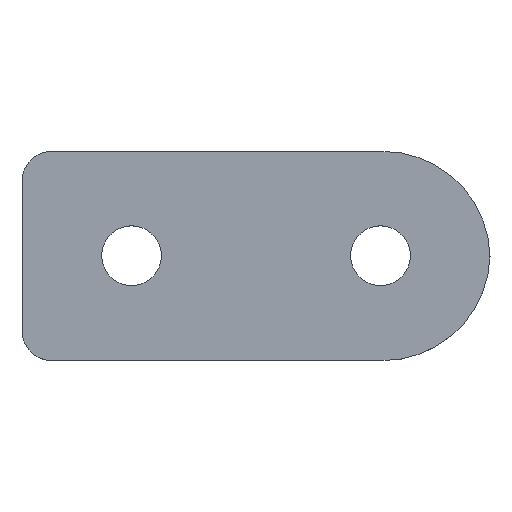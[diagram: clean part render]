
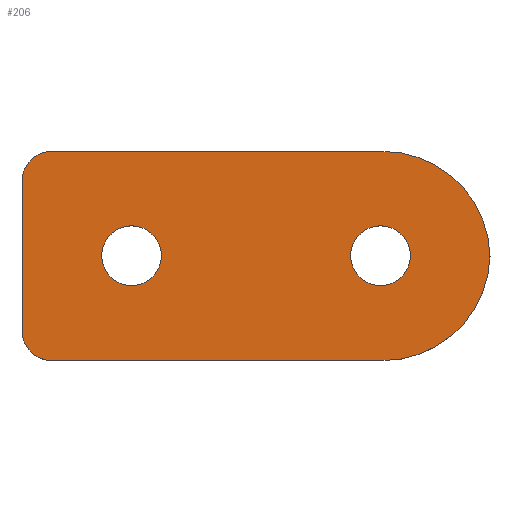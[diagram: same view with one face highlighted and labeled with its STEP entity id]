
A CAD part, top view. The second image highlights one B-rep face of the part: STEP entity #206.
In plain terms, the highlighted planar face has unit normal (0, -0.001, 1).
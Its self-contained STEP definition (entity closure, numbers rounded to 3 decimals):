
#15=FACE_BOUND('',#45,.T.);
#16=FACE_BOUND('',#46,.T.);
#22=PLANE('',#243);
#33=FACE_OUTER_BOUND('',#44,.T.);
#44=EDGE_LOOP('',(#173,#174,#175,#176,#177,#178,#179));
#45=EDGE_LOOP('',(#180));
#46=EDGE_LOOP('',(#181));
#54=LINE('',#328,#69);
#58=LINE('',#340,#73);
#62=LINE('',#352,#77);
#69=VECTOR('',#265,10.);
#73=VECTOR('',#277,10.);
#77=VECTOR('',#289,10.);
#80=CIRCLE('',#223,3.);
#82=CIRCLE('',#226,3.);
#85=CIRCLE('',#231,3.);
#87=CIRCLE('',#235,3.);
#89=CIRCLE('',#239,10.75);
#91=CIRCLE('',#242,10.75);
#92=VERTEX_POINT('',#310);
#94=VERTEX_POINT('',#316);
#98=VERTEX_POINT('',#325);
#99=VERTEX_POINT('',#327);
#101=VERTEX_POINT('',#333);
#103=VERTEX_POINT('',#339);
#105=VERTEX_POINT('',#345);
#107=VERTEX_POINT('',#351);
#109=VERTEX_POINT('',#357);
#110=EDGE_CURVE('',#92,#92,#80,.T.);
#113=EDGE_CURVE('',#94,#94,#82,.T.);
#118=EDGE_CURVE('',#99,#98,#54,.T.);
#121=EDGE_CURVE('',#101,#99,#85,.T.);
#124=EDGE_CURVE('',#103,#101,#58,.T.);
#127=EDGE_CURVE('',#105,#103,#87,.T.);
#130=EDGE_CURVE('',#107,#105,#62,.T.);
#133=EDGE_CURVE('',#109,#107,#89,.T.);
#136=EDGE_CURVE('',#98,#109,#91,.T.);
#173=ORIENTED_EDGE('',*,*,#136,.T.);
#174=ORIENTED_EDGE('',*,*,#133,.T.);
#175=ORIENTED_EDGE('',*,*,#130,.T.);
#176=ORIENTED_EDGE('',*,*,#127,.T.);
#177=ORIENTED_EDGE('',*,*,#124,.T.);
#178=ORIENTED_EDGE('',*,*,#121,.T.);
#179=ORIENTED_EDGE('',*,*,#118,.T.);
#180=ORIENTED_EDGE('',*,*,#113,.T.);
#181=ORIENTED_EDGE('',*,*,#110,.T.);
#206=ADVANCED_FACE('',(#33,#15,#16),#22,.T.);
#223=AXIS2_PLACEMENT_3D('',#311,#249,#250);
#226=AXIS2_PLACEMENT_3D('',#317,#256,#257);
#231=AXIS2_PLACEMENT_3D('',#334,#271,#272);
#235=AXIS2_PLACEMENT_3D('',#346,#283,#284);
#239=AXIS2_PLACEMENT_3D('',#358,#295,#296);
#242=AXIS2_PLACEMENT_3D('',#362,#302,#303);
#243=AXIS2_PLACEMENT_3D('',#363,#304,#305);
#249=DIRECTION('center_axis',(0.,0.,-1.));
#250=DIRECTION('ref_axis',(1.,0.,0.));
#256=DIRECTION('center_axis',(0.,0.,-1.));
#257=DIRECTION('ref_axis',(1.,0.,0.));
#265=DIRECTION('',(1.,0.,0.));
#271=DIRECTION('center_axis',(0.,0.,
1.));
#272=DIRECTION('ref_axis',(-1.,0.,0.));
#277=DIRECTION('',(0.,-1.,0.));
#283=DIRECTION('center_axis',(0.,0.,1.));
#284=DIRECTION('ref_axis',(0.,1.,0.));
#289=DIRECTION('',(-1.,0.,0.));
#295=DIRECTION('center_axis',(0.,0.,
1.));
#296=DIRECTION('ref_axis',(1.,0.,0.));
#302=DIRECTION('center_axis',(0.,0.,
1.));
#303=DIRECTION('ref_axis',(0.,-1.,0.));
#304=DIRECTION('center_axis',(0.,0.,
1.));
#305=DIRECTION('ref_axis',(1.,0.,0.));
#310=CARTESIAN_POINT('',(17.001,-0.006,69.697));
#311=CARTESIAN_POINT('Origin',(20.001,-0.006,69.697));
#316=CARTESIAN_POINT('',(42.001,-0.005,69.697));
#317=CARTESIAN_POINT('Origin',(45.001,-0.005,69.697));
#325=CARTESIAN_POINT('',(45.25,-10.535,69.691));
#327=CARTESIAN_POINT('',(12.,-10.535,69.691));
#328=CARTESIAN_POINT('',(45.25,-10.535,69.691));
#333=CARTESIAN_POINT('',(9.,-7.535,69.693));
#334=CARTESIAN_POINT('Origin',(12.,-7.535,69.693));
#339=CARTESIAN_POINT('',(9.,7.465,69.7));
#340=CARTESIAN_POINT('',(9.,-7.535,69.693));
#345=CARTESIAN_POINT('',(12.,10.465,69.702));
#346=CARTESIAN_POINT('Origin',(12.,7.465,69.7));
#351=CARTESIAN_POINT('',(45.25,10.465,69.702));
#352=CARTESIAN_POINT('',(12.,10.465,69.702));
#357=CARTESIAN_POINT('',(55.997,-0.035,69.697));
#358=CARTESIAN_POINT('Origin',(45.25,-0.285,69.697));
#362=CARTESIAN_POINT('Origin',(45.25,0.215,69.697));
#363=CARTESIAN_POINT('Origin',(32.499,-0.035,69.697));
